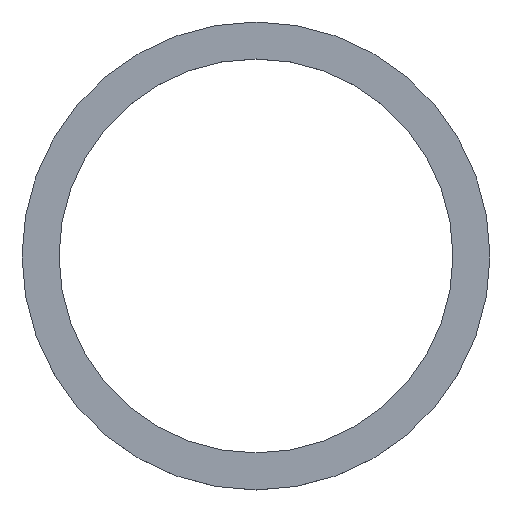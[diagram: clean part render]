
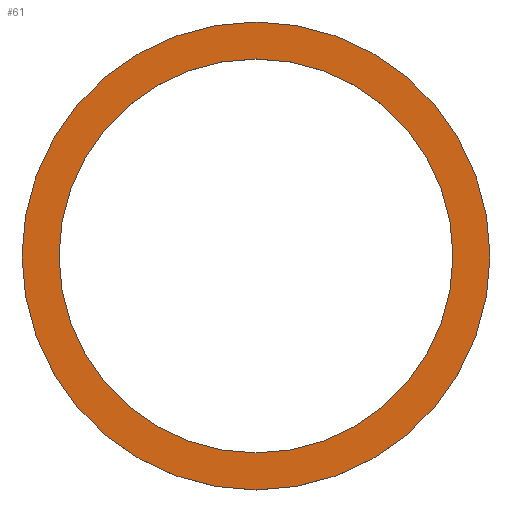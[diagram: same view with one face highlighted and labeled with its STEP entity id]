
A CAD part, top view. The second image highlights one B-rep face of the part: STEP entity #61.
In plain terms, the highlighted planar face has unit normal (0, 0, 1).
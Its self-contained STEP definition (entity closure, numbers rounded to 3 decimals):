
#20=PLANE('',#80);
#24=ORIENTED_EDGE('',*,*,#32,.T.);
#25=ORIENTED_EDGE('',*,*,#30,.F.);
#30=EDGE_CURVE('',#34,#34,#38,.T.);
#32=EDGE_CURVE('',#36,#36,#40,.T.);
#34=VERTEX_POINT('',#106);
#36=VERTEX_POINT('',#111);
#38=CIRCLE('',#78,5.85);
#40=CIRCLE('',#81,4.925);
#44=EDGE_LOOP('',(#24));
#45=EDGE_LOOP('',(#25));
#52=FACE_BOUND('',#44,.T.);
#53=FACE_BOUND('',#45,.T.);
#61=ADVANCED_FACE('',(#52,#53),#20,.T.);
#78=AXIS2_PLACEMENT_3D('',#105,#89,#90);
#80=AXIS2_PLACEMENT_3D('',#109,#93,#94);
#81=AXIS2_PLACEMENT_3D('',#110,#95,#96);
#89=DIRECTION('',(0.,0.,-1.));
#90=DIRECTION('',(-1.,0.,0.));
#93=DIRECTION('',(0.,0.,1.));
#94=DIRECTION('',(1.,0.,0.));
#95=DIRECTION('',(0.,0.,-1.));
#96=DIRECTION('',(-1.,0.,0.));
#105=CARTESIAN_POINT('',(0.,0.,0.));
#106=CARTESIAN_POINT('',(-5.85,0.,0.));
#109=CARTESIAN_POINT('',(0.,5.85,0.));
#110=CARTESIAN_POINT('',(0.,0.,0.));
#111=CARTESIAN_POINT('',(-4.925,0.,0.));
